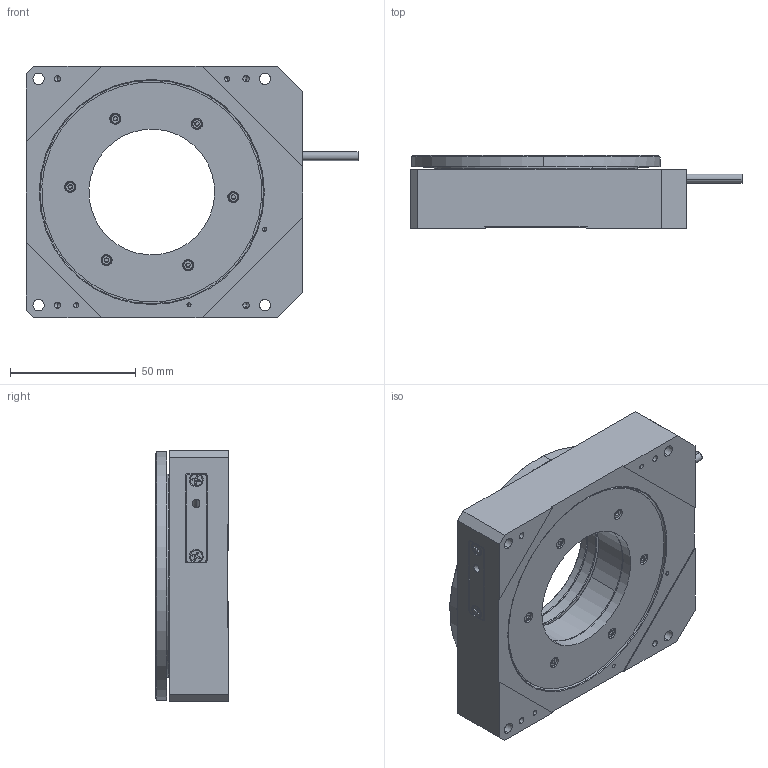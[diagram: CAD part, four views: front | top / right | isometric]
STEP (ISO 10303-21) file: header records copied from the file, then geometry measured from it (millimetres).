
FILE_DESCRIPTION (( 'STEP AP214' ), '1' );
FILE_NAME ('PR-100PM-11000.STEP', '2020-02-26T19:48:24', ( '' ), ( '' ), 'SwSTEP 2.0', 'SolidWorks 2018', '' );
FILE_SCHEMA (( 'AUTOMOTIVE_DESIGN' ));
Length unit declared in the file: millimetre
Products named in the file (13): SCREW, SHCS-S, M-DIN_M2 x 0.4 x 04mm; PR-100PM-11000; 431228 PR-100PM, Carriage; 431226 PR-100PM, Motor and Limit Cover; 431230 PR-100PM, Rotor; 3.5mm Dia Cable_30mm; SCREW, SHCS-S, M-DIN_M2 x 0.4 x 08mm; 431225 PR-100PM, Base_Piezo Motor; 431229 PR-100PM, Bearing Preload Plate; SCREW, SHCS-S, M-DIN_M2 x 0.4 x 06mm; 431236 PR-100PM, Bearing Clamp, Open Loop_Open Loop; SCREW, MS-PFH, M-DIN_M2.5 x 0.45 x 06mm; 431227 PR-100PM, Motor Cover, Back
Assembly tree (30 placements, depth 2):
  PR-100PM-11000
    431225 PR-100PM, Base_Piezo Motor
    431230 PR-100PM, Rotor
    431229 PR-100PM, Bearing Preload Plate
    431228 PR-100PM, Carriage
    SCREW, SHCS-S, M-DIN_M2 x 0.4 x 04mm  x6
    SCREW, SHCS-S, M-DIN_M2 x 0.4 x 06mm  x6
    3.5mm Dia Cable_30mm
    SCREW, MS-PFH, M-DIN_M2.5 x 0.45 x 06mm  x4
    431226 PR-100PM, Motor and Limit Cover
    431227 PR-100PM, Motor Cover, Back
    SCREW, SHCS-S, M-DIN_M2 x 0.4 x 08mm  x6
    431236 PR-100PM, Bearing Clamp, Open Loop_Open Loop
Bounding box: 132.02 x 28.95 x 100 mm (x, y, z)
Volume: 190828.2 mm3; surface area: 80217.2 mm2
Topology: 30 solids, 30 shells, 1095 faces, 2464 edges, 1498 vertices
Faces by surface type: plane 408, cylinder 367, torus 162, cone 158
Entity records: 20171 total; most frequent: DIRECTION 3547, CARTESIAN_POINT 3419, ORIENTED_EDGE 3032, EDGE_CURVE 1516, AXIS2_PLACEMENT_3D 1408, VERTEX_POINT 964, EDGE_LOOP 802, CIRCLE 739
